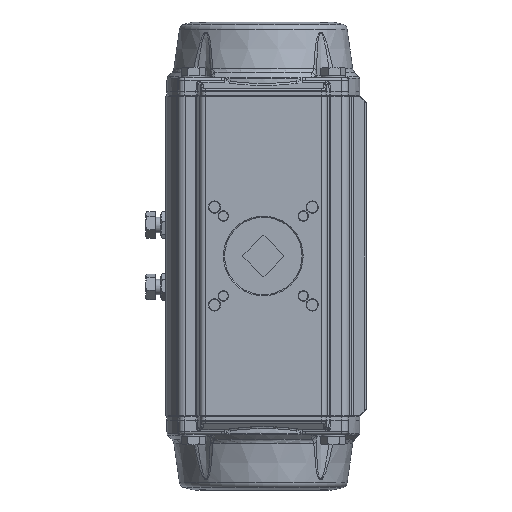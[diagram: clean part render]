
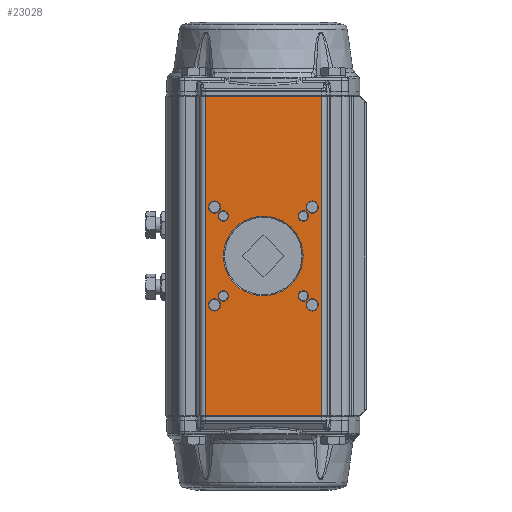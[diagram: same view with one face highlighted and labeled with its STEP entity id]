
A CAD part, front view. The second image highlights one B-rep face of the part: STEP entity #23028.
In plain terms, the highlighted planar face has unit normal (0, -1, 0).
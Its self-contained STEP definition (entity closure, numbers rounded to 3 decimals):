
#1336=FACE_BOUND('',#3411,.T.);
#1337=FACE_BOUND('',#3412,.T.);
#1338=FACE_BOUND('',#3413,.T.);
#1339=FACE_BOUND('',#3414,.T.);
#1340=FACE_BOUND('',#3415,.T.);
#1341=FACE_BOUND('',#3416,.T.);
#1342=FACE_BOUND('',#3417,.T.);
#1343=FACE_BOUND('',#3418,.T.);
#1344=FACE_BOUND('',#3419,.T.);
#1372=PLANE('',#24474);
#1987=FACE_OUTER_BOUND('',#3410,.T.);
#3410=EDGE_LOOP('',(#15420,#15421,#15422,#15423));
#3411=EDGE_LOOP('',(#15424));
#3412=EDGE_LOOP('',(#15425));
#3413=EDGE_LOOP('',(#15426));
#3414=EDGE_LOOP('',(#15427));
#3415=EDGE_LOOP('',(#15428));
#3416=EDGE_LOOP('',(#15429));
#3417=EDGE_LOOP('',(#15430));
#3418=EDGE_LOOP('',(#15431));
#3419=EDGE_LOOP('',(#15432));
#4869=LINE('',#33929,#6505);
#4870=LINE('',#33931,#6506);
#4871=LINE('',#33933,#6507);
#4872=LINE('',#33934,#6508);
#6505=VECTOR('',#27086,10.);
#6506=VECTOR('',#27087,10.);
#6507=VECTOR('',#27088,10.);
#6508=VECTOR('',#27089,10.);
#8140=CIRCLE('',#24471,36.);
#8143=CIRCLE('',#24475,5.5);
#8144=CIRCLE('',#24476,4.65);
#8145=CIRCLE('',#24477,5.5);
#8146=CIRCLE('',#24478,4.65);
#8147=CIRCLE('',#24479,5.5);
#8148=CIRCLE('',#24480,4.65);
#8149=CIRCLE('',#24481,5.5);
#8150=CIRCLE('',#24482,4.65);
#9432=VERTEX_POINT('',#33919);
#9435=VERTEX_POINT('',#33927);
#9436=VERTEX_POINT('',#33928);
#9437=VERTEX_POINT('',#33930);
#9438=VERTEX_POINT('',#33932);
#9439=VERTEX_POINT('',#33935);
#9440=VERTEX_POINT('',#33937);
#9441=VERTEX_POINT('',#33939);
#9442=VERTEX_POINT('',#33941);
#9443=VERTEX_POINT('',#33943);
#9444=VERTEX_POINT('',#33945);
#9445=VERTEX_POINT('',#33947);
#9446=VERTEX_POINT('',#33949);
#11731=EDGE_CURVE('',#9432,#9432,#8140,.T.);
#11735=EDGE_CURVE('',#9435,#9436,#4869,.T.);
#11736=EDGE_CURVE('',#9437,#9436,#4870,.T.);
#11737=EDGE_CURVE('',#9437,#9438,#4871,.T.);
#11738=EDGE_CURVE('',#9435,#9438,#4872,.T.);
#11739=EDGE_CURVE('',#9439,#9439,#8143,.T.);
#11740=EDGE_CURVE('',#9440,#9440,#8144,.T.);
#11741=EDGE_CURVE('',#9441,#9441,#8145,.T.);
#11742=EDGE_CURVE('',#9442,#9442,#8146,.T.);
#11743=EDGE_CURVE('',#9443,#9443,#8147,.T.);
#11744=EDGE_CURVE('',#9444,#9444,#8148,.T.);
#11745=EDGE_CURVE('',#9445,#9445,#8149,.T.);
#11746=EDGE_CURVE('',#9446,#9446,#8150,.T.);
#15420=ORIENTED_EDGE('',*,*,#11735,.T.);
#15421=ORIENTED_EDGE('',*,*,#11736,.F.);
#15422=ORIENTED_EDGE('',*,*,#11737,.T.);
#15423=ORIENTED_EDGE('',*,*,#11738,.F.);
#15424=ORIENTED_EDGE('',*,*,#11739,.F.);
#15425=ORIENTED_EDGE('',*,*,#11740,.F.);
#15426=ORIENTED_EDGE('',*,*,#11741,.F.);
#15427=ORIENTED_EDGE('',*,*,#11742,.F.);
#15428=ORIENTED_EDGE('',*,*,#11743,.F.);
#15429=ORIENTED_EDGE('',*,*,#11744,.F.);
#15430=ORIENTED_EDGE('',*,*,#11745,.F.);
#15431=ORIENTED_EDGE('',*,*,#11746,.F.);
#15432=ORIENTED_EDGE('',*,*,#11731,.F.);
#23028=ADVANCED_FACE('',(#1987,#1336,#1337,#1338,#1339,#1340,#1341,#1342,
#1343,#1344),#1372,.T.);
#24471=AXIS2_PLACEMENT_3D('',#33920,#27077,#27078);
#24474=AXIS2_PLACEMENT_3D('',#33926,#27084,#27085);
#24475=AXIS2_PLACEMENT_3D('',#33936,#27090,#27091);
#24476=AXIS2_PLACEMENT_3D('',#33938,#27092,#27093);
#24477=AXIS2_PLACEMENT_3D('',#33940,#27094,#27095);
#24478=AXIS2_PLACEMENT_3D('',#33942,#27096,#27097);
#24479=AXIS2_PLACEMENT_3D('',#33944,#27098,#27099);
#24480=AXIS2_PLACEMENT_3D('',#33946,#27100,#27101);
#24481=AXIS2_PLACEMENT_3D('',#33948,#27102,#27103);
#24482=AXIS2_PLACEMENT_3D('',#33950,#27104,#27105);
#27077=DIRECTION('center_axis',(0.,-1.,0.));
#27078=DIRECTION('ref_axis',(-1.,0.,0.));
#27084=DIRECTION('center_axis',(0.,-1.,0.));
#27085=DIRECTION('ref_axis',(0.,0.,
-1.));
#27086=DIRECTION('',(-1.,0.,0.));
#27087=DIRECTION('',(0.,0.,1.));
#27088=DIRECTION('',(1.,0.,0.));
#27089=DIRECTION('',(0.,0.,-1.));
#27090=DIRECTION('center_axis',(0.,-1.,0.));
#27091=DIRECTION('ref_axis',(0.,0.,
1.));
#27092=DIRECTION('center_axis',(0.,-1.,0.));
#27093=DIRECTION('ref_axis',(1.,0.,0.));
#27094=DIRECTION('center_axis',(0.,-1.,0.));
#27095=DIRECTION('ref_axis',(0.,0.,
-1.));
#27096=DIRECTION('center_axis',(0.,-1.,0.));
#27097=DIRECTION('ref_axis',(-1.,0.,0.));
#27098=DIRECTION('center_axis',(0.,-1.,0.));
#27099=DIRECTION('ref_axis',(-1.,0.,0.));
#27100=DIRECTION('center_axis',(0.,-1.,0.));
#27101=DIRECTION('ref_axis',(0.,0.,
-1.));
#27102=DIRECTION('center_axis',(0.,-1.,0.));
#27103=DIRECTION('ref_axis',(1.,0.,0.));
#27104=DIRECTION('center_axis',(0.,-1.,0.));
#27105=DIRECTION('ref_axis',(0.,0.,
1.));
#33919=CARTESIAN_POINT('',(34.397,-101.129,144.3));
#33920=CARTESIAN_POINT('Origin',(-1.603,-101.129,144.3));
#33926=CARTESIAN_POINT('Origin',(55.897,-101.129,0.));
#33927=CARTESIAN_POINT('',(50.897,-101.129,288.6));
#33928=CARTESIAN_POINT('',(-54.103,-101.129,288.6));
#33929=CARTESIAN_POINT('',(27.147,-101.129,288.6));
#33930=CARTESIAN_POINT('',(-54.103,-101.129,0.));
#33931=CARTESIAN_POINT('',(-54.103,-101.129,0.));
#33932=CARTESIAN_POINT('',(50.897,-101.129,0.));
#33933=CARTESIAN_POINT('',(-59.103,-101.129,0.));
#33934=CARTESIAN_POINT('',(50.897,-101.129,0.));
#33935=CARTESIAN_POINT('',(-45.797,-101.129,94.606));
#33936=CARTESIAN_POINT('Origin',(-45.797,-101.129,100.106));
#33937=CARTESIAN_POINT('',(-42.315,-101.129,180.362));
#33938=CARTESIAN_POINT('Origin',(-37.665,-101.129,180.362));
#33939=CARTESIAN_POINT('',(42.591,-101.129,193.994));
#33940=CARTESIAN_POINT('Origin',(42.591,-101.129,188.494));
#33941=CARTESIAN_POINT('',(39.11,-101.129,108.238));
#33942=CARTESIAN_POINT('Origin',(34.46,-101.129,108.238));
#33943=CARTESIAN_POINT('',(48.091,-101.129,100.106));
#33944=CARTESIAN_POINT('Origin',(42.591,-101.129,100.106));
#33945=CARTESIAN_POINT('',(34.46,-101.129,185.012));
#33946=CARTESIAN_POINT('Origin',(34.46,-101.129,180.362));
#33947=CARTESIAN_POINT('',(-51.297,-101.129,188.494));
#33948=CARTESIAN_POINT('Origin',(-45.797,-101.129,188.494));
#33949=CARTESIAN_POINT('',(-37.665,-101.129,103.588));
#33950=CARTESIAN_POINT('Origin',(-37.665,-101.129,108.238));
